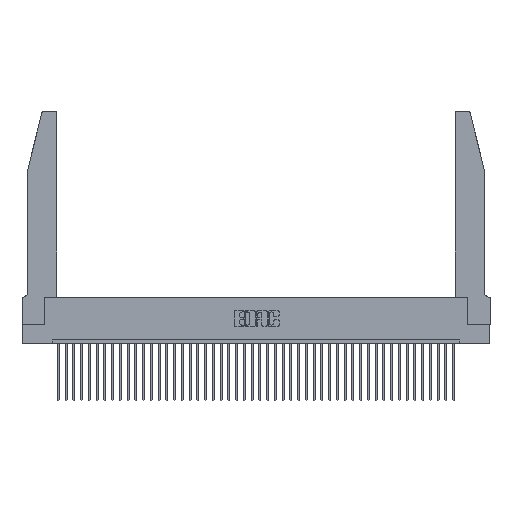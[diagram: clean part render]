
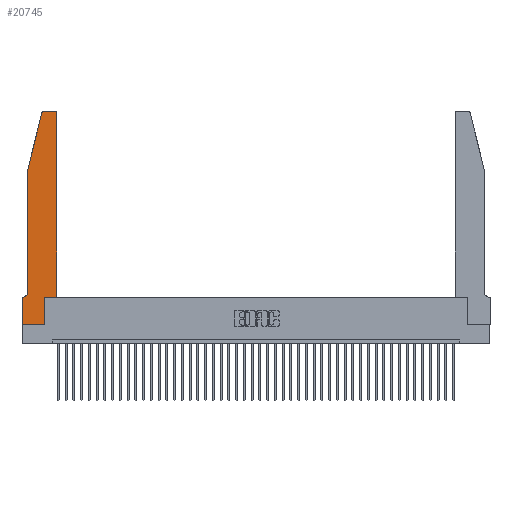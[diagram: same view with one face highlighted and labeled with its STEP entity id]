
A CAD part, top view. The second image highlights one B-rep face of the part: STEP entity #20745.
In plain terms, the highlighted planar face has unit normal (0, 0, 1).
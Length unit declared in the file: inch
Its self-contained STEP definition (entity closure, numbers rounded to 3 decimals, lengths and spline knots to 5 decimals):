
#200 = CARTESIAN_POINT ( 'NONE',  ( 0.284, 2.75, 0.37 ) ) ;
#358 = VERTEX_POINT ( 'NONE', #28508 ) ;
#775 = VECTOR ( 'NONE', #33414, 39.37008 ) ;
#843 = ORIENTED_EDGE ( 'NONE', *, *, #28781, .T. ) ;
#944 = CIRCLE ( 'NONE', #2133, 0.07 ) ;
#1514 = VECTOR ( 'NONE', #23480, 39.37008 ) ;
#1729 = FACE_OUTER_BOUND ( 'NONE', #15461, .T. ) ;
#1846 = CIRCLE ( 'NONE', #30416, 0.03 ) ;
#1926 = CARTESIAN_POINT ( 'NONE',  ( 0., 0.35, 0.37 ) ) ;
#2090 = LINE ( 'NONE', #26587, #26171 ) ;
#2133 = AXIS2_PLACEMENT_3D ( 'NONE', #18982, #22008, #35264 ) ;
#2520 = VECTOR ( 'NONE', #7108, 39.37008 ) ;
#3480 = VECTOR ( 'NONE', #34088, 39.37008 ) ;
#4762 = VERTEX_POINT ( 'NONE', #34025 ) ;
#5322 = CARTESIAN_POINT ( 'NONE',  ( 0.25487, 2.72718, 0.37 ) ) ;
#6555 = CARTESIAN_POINT ( 'NONE',  ( 0., 0., 0.37 ) ) ;
#6909 = ORIENTED_EDGE ( 'NONE', *, *, #32201, .T. ) ;
#7106 = EDGE_CURVE ( 'NONE', #28577, #28902, #1846, .T. ) ;
#7108 = DIRECTION ( 'NONE',  ( 0., -1., 0. ) ) ;
#7480 = CARTESIAN_POINT ( 'NONE',  ( 0.4205, 2.75, 0.37 ) ) ;
#8215 = VERTEX_POINT ( 'NONE', #35592 ) ;
#8498 = ORIENTED_EDGE ( 'NONE', *, *, #16782, .T. ) ;
#8632 = PLANE ( 'NONE',  #26808 ) ;
#8905 = DIRECTION ( 'NONE',  ( 0., 0., 1. ) ) ;
#9973 = VERTEX_POINT ( 'NONE', #29174 ) ;
#10243 = DIRECTION ( 'NONE',  ( 0., 1., 0. ) ) ;
#11413 = LINE ( 'NONE', #36313, #36652 ) ;
#11639 = ORIENTED_EDGE ( 'NONE', *, *, #28047, .T. ) ;
#12364 = EDGE_CURVE ( 'NONE', #9973, #24852, #23537, .T. ) ;
#12566 = LINE ( 'NONE', #13549, #775 ) ;
#12621 = EDGE_CURVE ( 'NONE', #38608, #8215, #944, .T. ) ;
#13246 = VERTEX_POINT ( 'NONE', #34015 ) ;
#13277 = DIRECTION ( 'NONE',  ( 0., 1., 0. ) ) ;
#13549 = CARTESIAN_POINT ( 'NONE',  ( 0.2605, 2.75, 0.37 ) ) ;
#13928 = EDGE_CURVE ( 'NONE', #8215, #36174, #30323, .T. ) ;
#14524 = DIRECTION ( 'NONE',  ( -1., 0., 0. ) ) ;
#15461 = EDGE_LOOP ( 'NONE', ( #8498, #24377, #11639, #16459, #31060, #26326, #843, #21166, #34236, #6909, #16357, #22377 ) ) ;
#15946 = CARTESIAN_POINT ( 'NONE',  ( 0.4505, 0.35, 0.37 ) ) ;
#15954 = AXIS2_PLACEMENT_3D ( 'NONE', #21351, #40783, #34592 ) ;
#16096 = VECTOR ( 'NONE', #19257, 39.37008 ) ;
#16357 = ORIENTED_EDGE ( 'NONE', *, *, #26559, .T. ) ;
#16452 = VECTOR ( 'NONE', #14524, 39.37008 ) ;
#16459 = ORIENTED_EDGE ( 'NONE', *, *, #37663, .T. ) ;
#16583 = DIRECTION ( 'NONE',  ( 1., 0., 0. ) ) ;
#16782 = EDGE_CURVE ( 'NONE', #27049, #28577, #12566, .T. ) ;
#18096 = CARTESIAN_POINT ( 'NONE',  ( 0.284, 2.72, 0.37 ) ) ;
#18934 = LINE ( 'NONE', #26746, #1514 ) ;
#18982 = CARTESIAN_POINT ( 'NONE',  ( 0.0055, 0.42, 0.37 ) ) ;
#19257 = DIRECTION ( 'NONE',  ( 1., 0., 0. ) ) ;
#20745 = ADVANCED_FACE ( 'NONE', ( #1729 ), #8632, .T. ) ;
#21166 = ORIENTED_EDGE ( 'NONE', *, *, #12364, .T. ) ;
#21351 = CARTESIAN_POINT ( 'NONE',  ( 0.4205, 2.72, 0.37 ) ) ;
#22008 = DIRECTION ( 'NONE',  ( 0., 0., -1. ) ) ;
#22374 = CARTESIAN_POINT ( 'NONE',  ( 0.0755, 0.42, 0.37 ) ) ;
#22377 = ORIENTED_EDGE ( 'NONE', *, *, #26023, .T. ) ;
#23480 = DIRECTION ( 'NONE',  ( -0.239, -0.971, 0. ) ) ;
#23537 = LINE ( 'NONE', #6555, #30749 ) ;
#24228 = CARTESIAN_POINT ( 'NONE',  ( 0.2865, 0.35, 0.37 ) ) ;
#24377 = ORIENTED_EDGE ( 'NONE', *, *, #7106, .T. ) ;
#24696 = DIRECTION ( 'NONE',  ( 1., 0., 0. ) ) ;
#24840 = DIRECTION ( 'NONE',  ( 1., 0., 0. ) ) ;
#24852 = VERTEX_POINT ( 'NONE', #34980 ) ;
#25836 = VERTEX_POINT ( 'NONE', #24228 ) ;
#26023 = EDGE_CURVE ( 'NONE', #358, #27049, #41722, .T. ) ;
#26171 = VECTOR ( 'NONE', #10243, 39.37008 ) ;
#26326 = ORIENTED_EDGE ( 'NONE', *, *, #13928, .T. ) ;
#26559 = EDGE_CURVE ( 'NONE', #4762, #358, #2090, .T. ) ;
#26587 = CARTESIAN_POINT ( 'NONE',  ( 0.4505, 0.35, 0.37 ) ) ;
#26746 = CARTESIAN_POINT ( 'NONE',  ( 0.0755, 2., 0.37 ) ) ;
#26808 = AXIS2_PLACEMENT_3D ( 'NONE', #1926, #8905, #24840 ) ;
#27049 = VERTEX_POINT ( 'NONE', #7480 ) ;
#28047 = EDGE_CURVE ( 'NONE', #28902, #13246, #18934, .T. ) ;
#28508 = CARTESIAN_POINT ( 'NONE',  ( 0.4505, 2.72, 0.37 ) ) ;
#28577 = VERTEX_POINT ( 'NONE', #200 ) ;
#28781 = EDGE_CURVE ( 'NONE', #36174, #9973, #42009, .T. ) ;
#28902 = VERTEX_POINT ( 'NONE', #5322 ) ;
#29174 = CARTESIAN_POINT ( 'NONE',  ( 0., 0., 0.37 ) ) ;
#30323 = LINE ( 'NONE', #31924, #16452 ) ;
#30416 = AXIS2_PLACEMENT_3D ( 'NONE', #18096, #40697, #24696 ) ;
#30749 = VECTOR ( 'NONE', #16583, 39.37008 ) ;
#30750 = LINE ( 'NONE', #36701, #2520 ) ;
#31060 = ORIENTED_EDGE ( 'NONE', *, *, #12621, .T. ) ;
#31924 = CARTESIAN_POINT ( 'NONE',  ( 0.0755, 0.35, 0.37 ) ) ;
#32201 = EDGE_CURVE ( 'NONE', #25836, #4762, #35191, .T. ) ;
#33414 = DIRECTION ( 'NONE',  ( -1., 0., 0. ) ) ;
#34015 = CARTESIAN_POINT ( 'NONE',  ( 0.0755, 2., 0.37 ) ) ;
#34025 = CARTESIAN_POINT ( 'NONE',  ( 0.4505, 0.35, 0.37 ) ) ;
#34088 = DIRECTION ( 'NONE',  ( 0., -1., 0. ) ) ;
#34236 = ORIENTED_EDGE ( 'NONE', *, *, #40212, .T. ) ;
#34592 = DIRECTION ( 'NONE',  ( 1., 0., 0. ) ) ;
#34980 = CARTESIAN_POINT ( 'NONE',  ( 0.2865, 0., 0.37 ) ) ;
#35191 = LINE ( 'NONE', #15946, #16096 ) ;
#35264 = DIRECTION ( 'NONE',  ( -1., 0., 0. ) ) ;
#35592 = CARTESIAN_POINT ( 'NONE',  ( 0.0055, 0.35, 0.37 ) ) ;
#36174 = VERTEX_POINT ( 'NONE', #36423 ) ;
#36313 = CARTESIAN_POINT ( 'NONE',  ( 0.2865, 0.35, 0.37 ) ) ;
#36423 = CARTESIAN_POINT ( 'NONE',  ( 0., 0.35, 0.37 ) ) ;
#36652 = VECTOR ( 'NONE', #13277, 39.37008 ) ;
#36701 = CARTESIAN_POINT ( 'NONE',  ( 0.0755, 2., 0.37 ) ) ;
#37241 = CARTESIAN_POINT ( 'NONE',  ( 0., 0., 0.37 ) ) ;
#37663 = EDGE_CURVE ( 'NONE', #13246, #38608, #30750, .T. ) ;
#38608 = VERTEX_POINT ( 'NONE', #22374 ) ;
#40212 = EDGE_CURVE ( 'NONE', #24852, #25836, #11413, .T. ) ;
#40697 = DIRECTION ( 'NONE',  ( 0., 0., 1. ) ) ;
#40783 = DIRECTION ( 'NONE',  ( 0., 0., 1. ) ) ;
#41722 = CIRCLE ( 'NONE', #15954, 0.03 ) ;
#42009 = LINE ( 'NONE', #37241, #3480 ) ;
